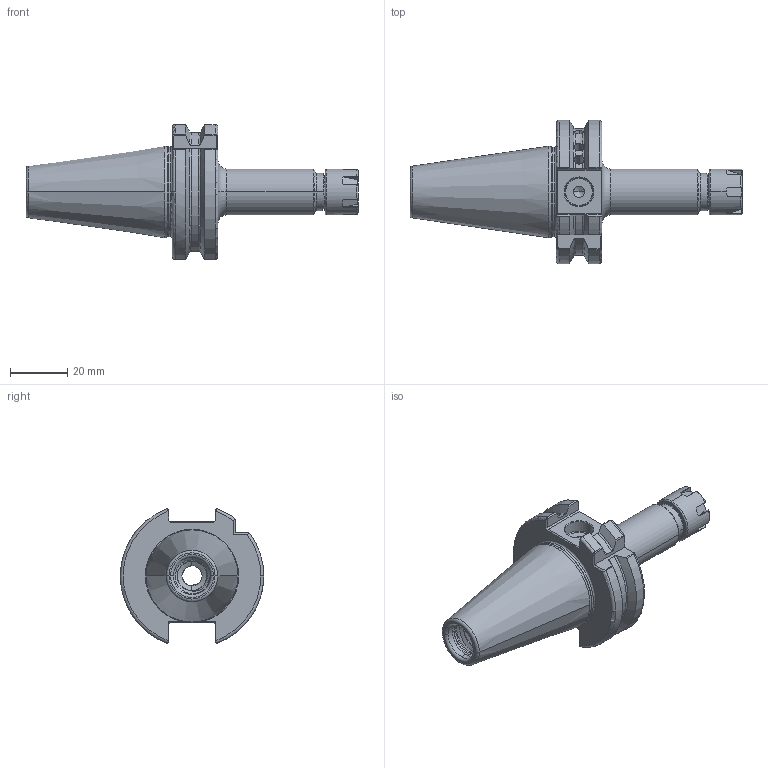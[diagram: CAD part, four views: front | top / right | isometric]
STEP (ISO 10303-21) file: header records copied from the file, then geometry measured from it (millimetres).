
FILE_DESCRIPTION (( 'STEP AP203' ), '1' );
FILE_NAME ('302.02.07.STEP', '2016-07-16T01:31:06', ( '' ), ( '' ), 'SwSTEP 2.0', 'SolidWorks 2012', '' );
FILE_SCHEMA (( 'CONFIG_CONTROL_DESIGN' ));
Length unit declared in the file: millimetre
Products named in the file (3): 302.02.07; 2-01.300.0110120D4_ER11螺帽(M型)
Assembly tree (2 placements, depth 2):
  302.02.07
    302.02.07
    2-01.300.0110120D4_ER11螺帽(M型)
Bounding box: 115.7 x 50 x 47.05 mm (x, y, z)
Volume: 53432 mm3; surface area: 18103.7 mm2
Topology: 2 solids, 2 shells, 427 faces, 1142 edges, 712 vertices
Faces by surface type: cylinder 178, plane 106, torus 64, bspline 43, cone 36
Entity records: 26172 total; most frequent: CARTESIAN_POINT 16546, ORIENTED_EDGE 2264, DIRECTION 1646, EDGE_CURVE 1132, VERTEX_POINT 712, AXIS2_PLACEMENT_3D 620, EDGE_LOOP 434, FACE_OUTER_BOUND 427
